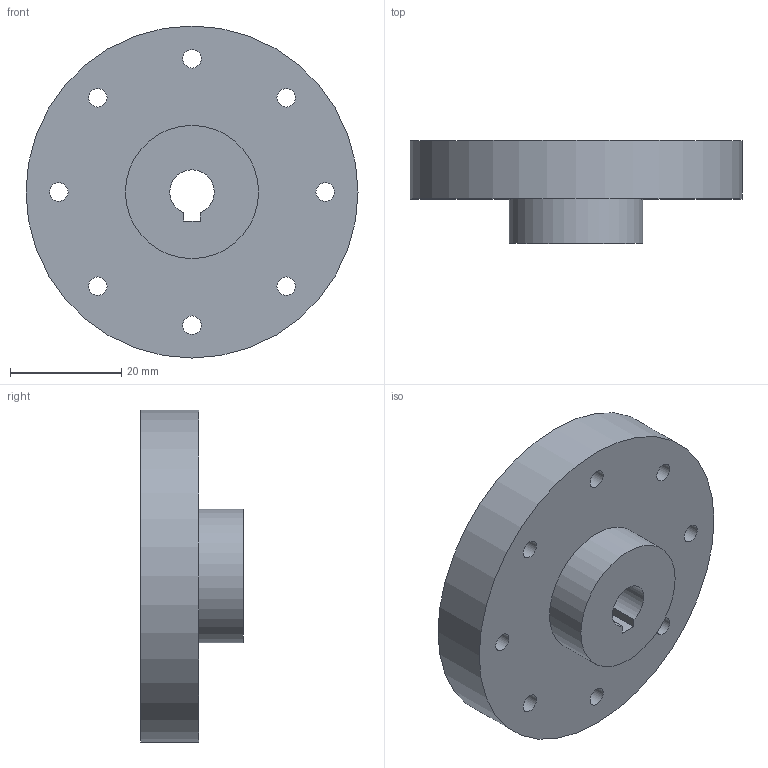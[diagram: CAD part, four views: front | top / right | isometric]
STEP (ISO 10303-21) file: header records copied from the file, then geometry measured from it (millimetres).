
FILE_DESCRIPTION(/* description */ (''),/* implementation_level */ '2;1');
FILE_NAME(/* name */ 'COUPLER 5.step',/* time_stamp */ '2022-12-01T01:03:53-05:00',/* author */ (''),/* organization */ (''),/* preprocessor_version */ 'ST-DEVELOPER v19.2',/* originating_system */ 'Autodesk Translation Framework v11.17.0.187',/* authorisation */ '');
FILE_SCHEMA (('AUTOMOTIVE_DESIGN { 1 0 10303 214 3 1 1 }'));
Length unit declared in the file: millimetre
Products named in the file (1): COUPLER 5
Bounding box: 59.8 x 18.5 x 59.8 mm (x, y, z)
Volume: 31369.7 mm3; surface area: 9346.4 mm2
Topology: 1 solids, 1 shells, 18 faces, 45 edges, 30 vertices
Faces by surface type: cylinder 11, plane 7
Full cylindrical faces by diameter (mm): 3.332 x8, 24 x1, 59.8 x1
Entity records: 620 total; most frequent: DIRECTION 105, CARTESIAN_POINT 94, ORIENTED_EDGE 90, EDGE_CURVE 45, AXIS2_PLACEMENT_3D 41, EDGE_LOOP 37, VERTEX_POINT 30, LINE 23
